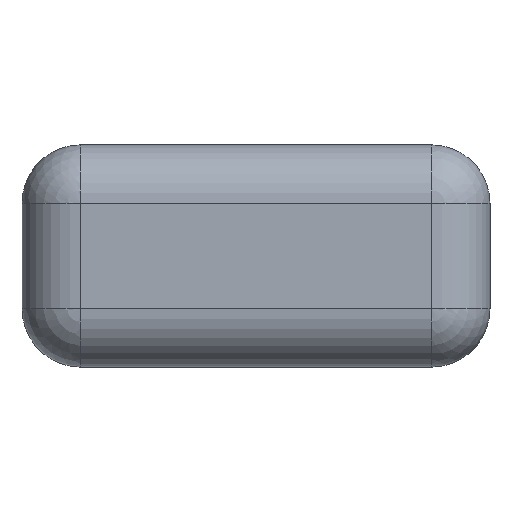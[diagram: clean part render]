
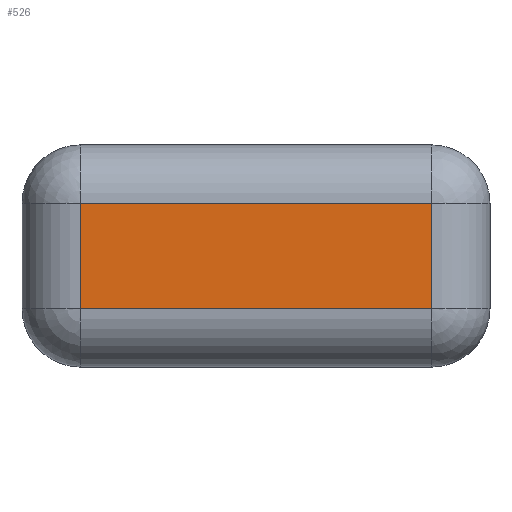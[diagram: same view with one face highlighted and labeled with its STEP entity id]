
A CAD part, front view. The second image highlights one B-rep face of the part: STEP entity #526.
In plain terms, the highlighted planar face has unit normal (0, -1, 0).
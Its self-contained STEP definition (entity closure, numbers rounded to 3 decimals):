
#82=FACE_OUTER_BOUND('',#122,.T.);
#122=EDGE_LOOP('',(#387,#388,#389,#390));
#183=LINE('',#900,#227);
#184=LINE('',#902,#228);
#185=LINE('',#904,#229);
#186=LINE('',#905,#230);
#227=VECTOR('',#691,1000.);
#228=VECTOR('',#692,1000.);
#229=VECTOR('',#693,1000.);
#230=VECTOR('',#694,1000.);
#271=VERTEX_POINT('',#898);
#272=VERTEX_POINT('',#899);
#273=VERTEX_POINT('',#901);
#274=VERTEX_POINT('',#903);
#311=EDGE_CURVE('',#271,#272,#183,.T.);
#312=EDGE_CURVE('',#272,#273,#184,.T.);
#313=EDGE_CURVE('',#273,#274,#185,.T.);
#314=EDGE_CURVE('',#274,#271,#186,.T.);
#387=ORIENTED_EDGE('',*,*,#311,.T.);
#388=ORIENTED_EDGE('',*,*,#312,.T.);
#389=ORIENTED_EDGE('',*,*,#313,.T.);
#390=ORIENTED_EDGE('',*,*,#314,.T.);
#516=PLANE('',#584);
#526=ADVANCED_FACE('',(#82),#516,.F.);
#584=AXIS2_PLACEMENT_3D('',#897,#689,#690);
#689=DIRECTION('center_axis',(0.,1.,0.));
#690=DIRECTION('ref_axis',(0.,0.,1.));
#691=DIRECTION('',(1.,0.,0.));
#692=DIRECTION('',(0.,0.,1.));
#693=DIRECTION('',(-1.,0.,0.));
#694=DIRECTION('',(0.,0.,-1.));
#897=CARTESIAN_POINT('Origin',(-4.,-7.5,3.8));
#898=CARTESIAN_POINT('',(-3.,-7.5,1.));
#899=CARTESIAN_POINT('',(3.,-7.5,1.));
#900=CARTESIAN_POINT('',(4.,-7.5,1.));
#901=CARTESIAN_POINT('',(3.,-7.5,2.8));
#902=CARTESIAN_POINT('',(3.,-7.5,3.8));
#903=CARTESIAN_POINT('',(-3.,-7.5,2.8));
#904=CARTESIAN_POINT('',(-4.,-7.5,2.8));
#905=CARTESIAN_POINT('',(-3.,-7.5,3.8));
